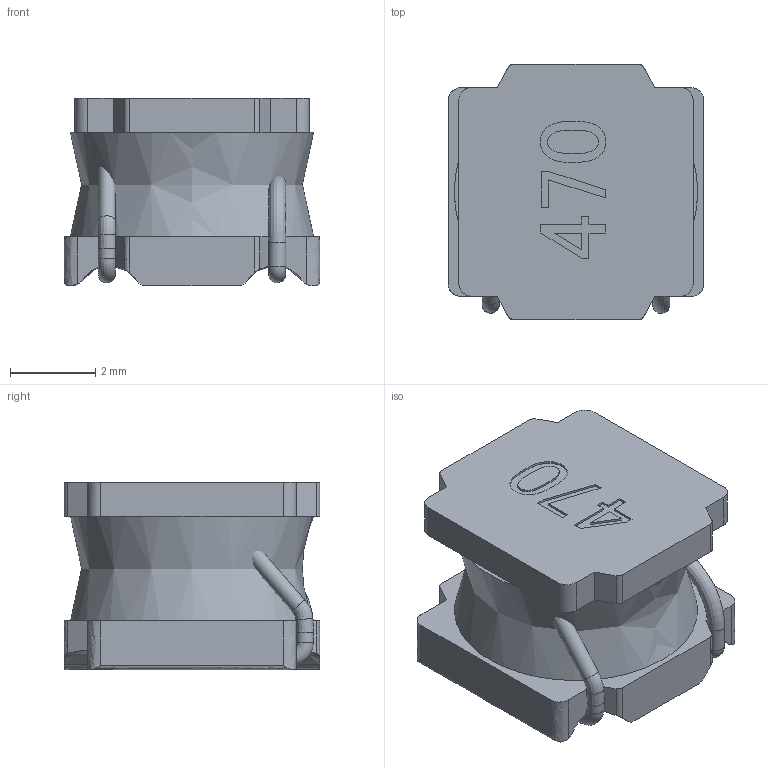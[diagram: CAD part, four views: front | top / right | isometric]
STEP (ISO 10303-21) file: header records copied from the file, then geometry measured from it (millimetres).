
FILE_DESCRIPTION( ('This file contains a STEP AP42 implementation' ,'as created by ZW3D STEP Interface translator.') ,'2;1' );
FILE_NAME( 'MRN6045470MSB.stp' ,'20 415.145420', (''), ('ZWCAD Software Co.'), 'Version 1.0', 'ZW3D to STEP translator', '' );
FILE_SCHEMA( ('CONFIG_CONTROL_DESIGN') );
Length unit declared in the file: millimetre
Products named in the file (2): 0; MRN6045
Bounding box: 6 x 6 x 4.4 mm (x, y, z)
Volume: 77.2 mm3; surface area: 295.8 mm2
Topology: 1 solids, 4 shells, 118 faces, 310 edges, 207 vertices
Faces by surface type: bspline 118
Entity records: 4556 total; most frequent: CARTESIAN_POINT 2567, ORIENTED_EDGE 620, EDGE_CURVE 310, B_SPLINE_CURVE_WITH_KNOTS 218, VERTEX_POINT 207, EDGE_LOOP 127, FACE_OUTER_BOUND 118, ADVANCED_FACE 118
